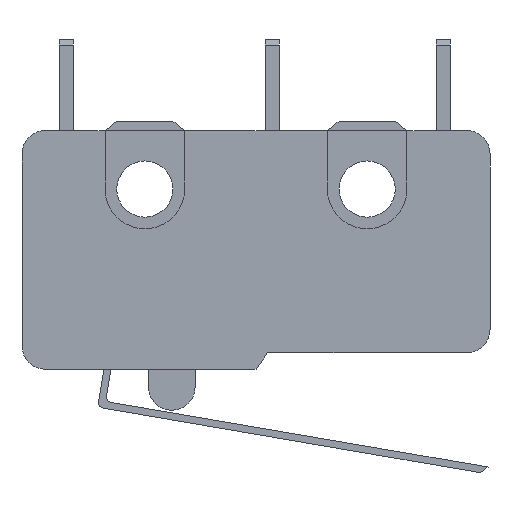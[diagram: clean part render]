
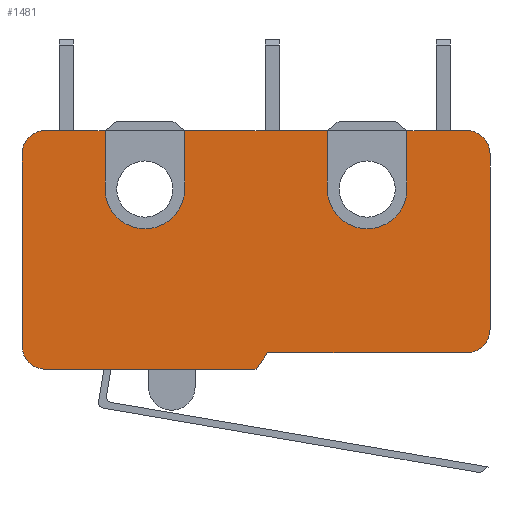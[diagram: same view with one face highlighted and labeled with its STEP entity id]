
A CAD part, front view. The second image highlights one B-rep face of the part: STEP entity #1481.
In plain terms, the highlighted planar face has unit normal (0, -1, 0).
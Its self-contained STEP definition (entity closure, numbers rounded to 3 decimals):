
#72=PLANE($,#1580);
#142=FACE_OUTER_BOUND($,#229,.T.);
#229=EDGE_LOOP($,(#1156,#1157,#1158,#1159,#1160,#1161,#1162,#1163,#1164,
#1165,#1166,#1167,#1168,#1169,#1170,#1171,#1172,#1173));
#364=LINE($,#2240,#534);
#367=LINE($,#2246,#537);
#368=LINE($,#2250,#538);
#369=LINE($,#2252,#539);
#370=LINE($,#2254,#540);
#371=LINE($,#2258,#541);
#372=LINE($,#2262,#542);
#373=LINE($,#2264,#543);
#374=LINE($,#2268,#544);
#375=LINE($,#2270,#545);
#376=LINE($,#2272,#546);
#377=LINE($,#2275,#547);
#534=VECTOR($,#1821,2.55);
#537=VECTOR($,#1826,8.2);
#538=VECTOR($,#1829,9.);
#539=VECTOR($,#1830,0.86);
#540=VECTOR($,#1831,8.5);
#541=VECTOR($,#1834,7.5);
#542=VECTOR($,#1837,2.55);
#543=VECTOR($,#1838,2.5);
#544=VECTOR($,#1841,2.5);
#545=VECTOR($,#1842,6.1);
#546=VECTOR($,#1843,2.5);
#547=VECTOR($,#1846,2.5);
#639=CIRCLE($,#1578,1.);
#640=CIRCLE($,#1581,1.);
#641=CIRCLE($,#1582,1.);
#642=CIRCLE($,#1583,1.);
#643=CIRCLE($,#1584,1.7);
#644=CIRCLE($,#1585,1.7);
#720=VERTEX_POINT($,#2233);
#721=VERTEX_POINT($,#2235);
#722=VERTEX_POINT($,#2239);
#724=VERTEX_POINT($,#2245);
#725=VERTEX_POINT($,#2247);
#726=VERTEX_POINT($,#2249);
#727=VERTEX_POINT($,#2251);
#728=VERTEX_POINT($,#2253);
#729=VERTEX_POINT($,#2255);
#730=VERTEX_POINT($,#2257);
#731=VERTEX_POINT($,#2259);
#732=VERTEX_POINT($,#2261);
#733=VERTEX_POINT($,#2263);
#734=VERTEX_POINT($,#2265);
#735=VERTEX_POINT($,#2267);
#736=VERTEX_POINT($,#2269);
#737=VERTEX_POINT($,#2271);
#738=VERTEX_POINT($,#2273);
#876=EDGE_CURVE($,#720,#721,#639,.T.);
#878=EDGE_CURVE($,#722,#721,#364,.T.);
#881=EDGE_CURVE($,#720,#724,#367,.T.);
#882=EDGE_CURVE($,#725,#724,#640,.T.);
#883=EDGE_CURVE($,#725,#726,#368,.T.);
#884=EDGE_CURVE($,#726,#727,#369,.T.);
#885=EDGE_CURVE($,#727,#728,#370,.T.);
#886=EDGE_CURVE($,#729,#728,#641,.T.);
#887=EDGE_CURVE($,#729,#730,#371,.T.);
#888=EDGE_CURVE($,#731,#730,#642,.T.);
#889=EDGE_CURVE($,#731,#732,#372,.T.);
#890=EDGE_CURVE($,#732,#733,#373,.T.);
#891=EDGE_CURVE($,#733,#734,#643,.T.);
#892=EDGE_CURVE($,#734,#735,#374,.T.);
#893=EDGE_CURVE($,#735,#736,#375,.T.);
#894=EDGE_CURVE($,#736,#737,#376,.T.);
#895=EDGE_CURVE($,#737,#738,#644,.T.);
#896=EDGE_CURVE($,#738,#722,#377,.T.);
#1156=ORIENTED_EDGE($,*,*,#876,.F.);
#1157=ORIENTED_EDGE($,*,*,#881,.T.);
#1158=ORIENTED_EDGE($,*,*,#882,.F.);
#1159=ORIENTED_EDGE($,*,*,#883,.T.);
#1160=ORIENTED_EDGE($,*,*,#884,.T.);
#1161=ORIENTED_EDGE($,*,*,#885,.T.);
#1162=ORIENTED_EDGE($,*,*,#886,.F.);
#1163=ORIENTED_EDGE($,*,*,#887,.T.);
#1164=ORIENTED_EDGE($,*,*,#888,.F.);
#1165=ORIENTED_EDGE($,*,*,#889,.T.);
#1166=ORIENTED_EDGE($,*,*,#890,.T.);
#1167=ORIENTED_EDGE($,*,*,#891,.T.);
#1168=ORIENTED_EDGE($,*,*,#892,.T.);
#1169=ORIENTED_EDGE($,*,*,#893,.T.);
#1170=ORIENTED_EDGE($,*,*,#894,.T.);
#1171=ORIENTED_EDGE($,*,*,#895,.T.);
#1172=ORIENTED_EDGE($,*,*,#896,.T.);
#1173=ORIENTED_EDGE($,*,*,#878,.T.);
#1481=ADVANCED_FACE($,(#142),#72,.T.);
#1578=AXIS2_PLACEMENT_3D($,#2236,#1816,#1817);
#1580=AXIS2_PLACEMENT_3D($,#2244,#1824,#1825);
#1581=AXIS2_PLACEMENT_3D($,#2248,#1827,#1828);
#1582=AXIS2_PLACEMENT_3D($,#2256,#1832,#1833);
#1583=AXIS2_PLACEMENT_3D($,#2260,#1835,#1836);
#1584=AXIS2_PLACEMENT_3D($,#2266,#1839,#1840);
#1585=AXIS2_PLACEMENT_3D($,#2274,#1844,#1845);
#1816=DIRECTION('center_axis',(0.,1.,0.));
#1817=DIRECTION('ref_axis',(-0.707,0.,0.707));
#1821=DIRECTION($,(-1.,0.,0.));
#1824=DIRECTION('center_axis',(0.,-1.,0.));
#1825=DIRECTION('ref_axis',(0.,0.,-1.));
#1826=DIRECTION($,(0.,0.,-1.));
#1827=DIRECTION('center_axis',(0.,1.,0.));
#1828=DIRECTION('ref_axis',(-0.707,0.,-0.707));
#1829=DIRECTION($,(1.,0.,0.));
#1830=DIRECTION($,(0.581,0.,0.814));
#1831=DIRECTION($,(1.,0.,0.));
#1832=DIRECTION('center_axis',(0.,1.,0.));
#1833=DIRECTION('ref_axis',(0.707,0.,-0.707));
#1834=DIRECTION($,(0.,0.,1.));
#1835=DIRECTION('center_axis',(0.,1.,0.));
#1836=DIRECTION('ref_axis',(0.707,0.,0.707));
#1837=DIRECTION($,(-1.,0.,0.));
#1838=DIRECTION($,(0.,0.,-1.));
#1839=DIRECTION('center_axis',(0.,1.,0.));
#1840=DIRECTION('ref_axis',(-1.,0.,0.));
#1841=DIRECTION($,(0.,0.,1.));
#1842=DIRECTION($,(-1.,0.,0.));
#1843=DIRECTION($,(0.,0.,-1.));
#1844=DIRECTION('center_axis',(0.,1.,0.));
#1845=DIRECTION('ref_axis',(-1.,0.,0.));
#1846=DIRECTION($,(0.,0.,1.));
#2233=CARTESIAN_POINT('',(-10.,-3.,4.1));
#2235=CARTESIAN_POINT('',(-9.,-3.,5.1));
#2236=CARTESIAN_POINT('Origin',(-9.,-3.,4.1));
#2239=CARTESIAN_POINT('',(-6.45,-3.,5.1));
#2240=CARTESIAN_POINT($,(-10.,-3.,5.1));
#2244=CARTESIAN_POINT('Origin',(-4.75,-3.,5.272));
#2245=CARTESIAN_POINT('',(-10.,-3.,-4.1));
#2246=CARTESIAN_POINT($,(-10.,-3.,-5.1));
#2247=CARTESIAN_POINT('',(-9.,-3.,-5.1));
#2248=CARTESIAN_POINT('Origin',(-9.,-3.,-4.1));
#2249=CARTESIAN_POINT('',(0.,-3.,-5.1));
#2250=CARTESIAN_POINT($,(10.,-3.,-5.1));
#2251=CARTESIAN_POINT('',(0.5,-3.,-4.4));
#2252=CARTESIAN_POINT($,(1.9,-3.,-2.439));
#2253=CARTESIAN_POINT('',(9.,-3.,-4.4));
#2254=CARTESIAN_POINT($,(2.625,-3.,-4.4));
#2255=CARTESIAN_POINT('',(10.,-3.,-3.4));
#2256=CARTESIAN_POINT('Origin',(9.,-3.,-3.4));
#2257=CARTESIAN_POINT('',(10.,-3.,4.1));
#2258=CARTESIAN_POINT($,(10.,-3.,5.1));
#2259=CARTESIAN_POINT('',(9.,-3.,5.1));
#2260=CARTESIAN_POINT('Origin',(9.,-3.,4.1));
#2261=CARTESIAN_POINT('',(6.45,-3.,5.1));
#2262=CARTESIAN_POINT($,(-10.,-3.,5.1));
#2263=CARTESIAN_POINT('',(6.45,-3.,2.6));
#2264=CARTESIAN_POINT($,(6.45,-3.,5.186));
#2265=CARTESIAN_POINT('',(3.05,-3.,2.6));
#2266=CARTESIAN_POINT('Origin',(4.75,-3.,2.6));
#2267=CARTESIAN_POINT('',(3.05,-3.,5.1));
#2268=CARTESIAN_POINT($,(3.05,-3.,3.936));
#2269=CARTESIAN_POINT('',(-3.05,-3.,5.1));
#2270=CARTESIAN_POINT($,(-10.,-3.,5.1));
#2271=CARTESIAN_POINT('',(-3.05,-3.,2.6));
#2272=CARTESIAN_POINT($,(-3.05,-3.,5.186));
#2273=CARTESIAN_POINT('',(-6.45,-3.,2.6));
#2274=CARTESIAN_POINT('Origin',(-4.75,-3.,2.6));
#2275=CARTESIAN_POINT($,(-6.45,-3.,3.936));
